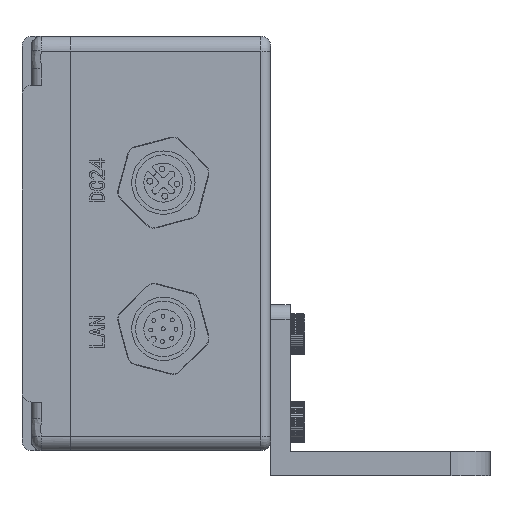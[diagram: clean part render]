
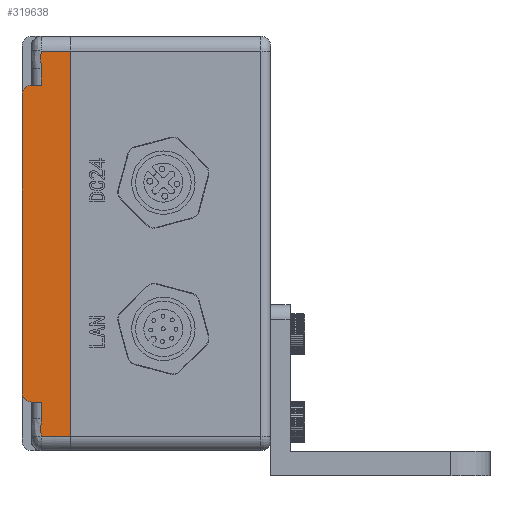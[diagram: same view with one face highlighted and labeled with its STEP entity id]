
A CAD part, left-side view. The second image highlights one B-rep face of the part: STEP entity #319638.
In plain terms, the highlighted planar face has unit normal (-1, 0, 0).
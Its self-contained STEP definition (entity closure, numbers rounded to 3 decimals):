
#3526 = DIRECTION ( 'NONE',  ( 0., -1., 0. ) ) ;
#3700 = VERTEX_POINT ( 'NONE', #7993 ) ;
#4714 = ORIENTED_EDGE ( 'NONE', *, *, #70947, .F. ) ;
#4989 = DIRECTION ( 'NONE',  ( 0., 1., 0. ) ) ;
#7993 = CARTESIAN_POINT ( 'NONE',  ( -26.102, 176.299, 126.735 ) ) ;
#10572 = DIRECTION ( 'NONE',  ( 1., 0., 0. ) ) ;
#11667 = CARTESIAN_POINT ( 'NONE',  ( -26.102, 176.299, 63.735 ) ) ;
#11734 = ORIENTED_EDGE ( 'NONE', *, *, #178587, .T. ) ;
#11877 = CARTESIAN_POINT ( 'NONE',  ( -26.102, 174.299, 128.735 ) ) ;
#12233 = VERTEX_POINT ( 'NONE', #200267 ) ;
#14352 = LINE ( 'NONE', #97472, #307422 ) ;
#15770 = CIRCLE ( 'NONE', #129538, 2. ) ;
#16716 = CARTESIAN_POINT ( 'NONE',  ( -26.102, 172.299, 132.696 ) ) ;
#17026 = ORIENTED_EDGE ( 'NONE', *, *, #278325, .F. ) ;
#18927 = CARTESIAN_POINT ( 'NONE',  ( -26.102, 172.336, 135.735 ) ) ;
#26930 = DIRECTION ( 'NONE',  ( 0., 1., 0. ) ) ;
#29899 = CARTESIAN_POINT ( 'NONE',  ( -26.102, 172.336, 56.735 ) ) ;
#33988 = VECTOR ( 'NONE', #198177, 1000. ) ;
#34520 = CARTESIAN_POINT ( 'NONE',  ( -26.102, 172.299, 56.735 ) ) ;
#41979 = CARTESIAN_POINT ( 'NONE',  ( -26.102, 172.367, 57.04 ) ) ;
#42680 = VERTEX_POINT ( 'NONE', #131811 ) ;
#43139 = LINE ( 'NONE', #288955, #75698 ) ;
#46460 = CARTESIAN_POINT ( 'NONE',  ( -26.102, 172.41, 57.345 ) ) ;
#48338 = EDGE_CURVE ( 'NONE', #12233, #203413, #265565, .T. ) ;
#49624 = DIRECTION ( 'NONE',  ( 0., -1., 0. ) ) ;
#53783 = VECTOR ( 'NONE', #219861, 1000. ) ;
#57716 = VERTEX_POINT ( 'NONE', #304059 ) ;
#66310 = VERTEX_POINT ( 'NONE', #222202 ) ;
#70330 = CARTESIAN_POINT ( 'NONE',  ( -26.102, 172.299, 59.78 ) ) ;
#70947 = EDGE_CURVE ( 'NONE', #189050, #12233, #43139, .T. ) ;
#74638 = CARTESIAN_POINT ( 'NONE',  ( -26.102, 172.299, 132.081 ) ) ;
#75698 = VECTOR ( 'NONE', #3526, 1000. ) ;
#79125 = VERTEX_POINT ( 'NONE', #230417 ) ;
#82314 = ORIENTED_EDGE ( 'NONE', *, *, #234084, .F. ) ;
#82390 = DIRECTION ( 'NONE',  ( -1., 0., 0. ) ) ;
#84814 = LINE ( 'NONE', #11667, #251500 ) ;
#85084 = ORIENTED_EDGE ( 'NONE', *, *, #238450, .T. ) ;
#85727 = DIRECTION ( 'NONE',  ( 0., 0., 1. ) ) ;
#86875 = DIRECTION ( 'NONE',  ( 0., -1., 0. ) ) ;
#95154 = VECTOR ( 'NONE', #139637, 1000. ) ;
#95588 = ORIENTED_EDGE ( 'NONE', *, *, #48338, .F. ) ;
#97472 = CARTESIAN_POINT ( 'NONE',  ( -26.102, 172.299, 56.735 ) ) ;
#100929 = EDGE_CURVE ( 'NONE', #189050, #293203, #114149, .T. ) ;
#104432 = AXIS2_PLACEMENT_3D ( 'NONE', #34520, #10572, #86875 ) ;
#111528 = LINE ( 'NONE', #252589, #33988 ) ;
#111691 = VECTOR ( 'NONE', #49624, 1000. ) ;
#114149 = B_SPLINE_CURVE_WITH_KNOTS ( 'NONE', 3,
 ( #18927, #279391, #171659, #227166, #123821, #248786, #16716, #331702 ),
 .UNSPECIFIED., .F., .F.,
 ( 4, 2, 2, 4 ),
 ( 0., 0.001, 0.002, 0.004 ),
 .UNSPECIFIED. ) ;
#117993 = CARTESIAN_POINT ( 'NONE',  ( -26.102, 174.299, 63.735 ) ) ;
#120589 = CARTESIAN_POINT ( 'NONE',  ( -26.102, 172.423, 59.173 ) ) ;
#123821 = CARTESIAN_POINT ( 'NONE',  ( -26.102, 172.473, 134.219 ) ) ;
#126524 = CARTESIAN_POINT ( 'NONE',  ( -26.102, 172.336, 135.735 ) ) ;
#129538 = AXIS2_PLACEMENT_3D ( 'NONE', #133999, #207896, #26930 ) ;
#130689 = EDGE_LOOP ( 'NONE', ( #17026, #259625, #211767, #11734, #294968, #85084, #95588, #4714, #238128, #284388, #82314, #157162 ) ) ;
#130959 = FACE_OUTER_BOUND ( 'NONE', #130689, .T. ) ;
#131811 = CARTESIAN_POINT ( 'NONE',  ( -26.102, 172.299, 63.735 ) ) ;
#132543 = B_SPLINE_CURVE_WITH_KNOTS ( 'NONE', 3,
 ( #327331, #70330, #120589, #146750, #305655, #46460, #41979, #252214 ),
 .UNSPECIFIED., .F., .F.,
 ( 4, 2, 2, 4 ),
 ( 0., 0.002, 0.003, 0.004 ),
 .UNSPECIFIED. ) ;
#133999 = CARTESIAN_POINT ( 'NONE',  ( -26.102, 174.299, 65.735 ) ) ;
#139637 = DIRECTION ( 'NONE',  ( 0., 0., -1. ) ) ;
#143714 = CIRCLE ( 'NONE', #165320, 2. ) ;
#144912 = EDGE_CURVE ( 'NONE', #293203, #57716, #14352, .T. ) ;
#145457 = DIRECTION ( 'NONE',  ( 0., 0., -1. ) ) ;
#146750 = CARTESIAN_POINT ( 'NONE',  ( -26.102, 172.473, 58.259 ) ) ;
#154268 = CARTESIAN_POINT ( 'NONE',  ( -26.102, 166.299, 56.735 ) ) ;
#157162 = ORIENTED_EDGE ( 'NONE', *, *, #300610, .T. ) ;
#165320 = AXIS2_PLACEMENT_3D ( 'NONE', #291476, #82390, #4989 ) ;
#166588 = PLANE ( 'NONE',  #104432 ) ;
#171659 = CARTESIAN_POINT ( 'NONE',  ( -26.102, 172.409, 135.13 ) ) ;
#176897 = LINE ( 'NONE', #241795, #95154 ) ;
#178587 = EDGE_CURVE ( 'NONE', #42680, #79125, #176897, .T. ) ;
#181076 = VERTEX_POINT ( 'NONE', #11877 ) ;
#189050 = VERTEX_POINT ( 'NONE', #126524 ) ;
#198177 = DIRECTION ( 'NONE',  ( 0., -1., 0. ) ) ;
#200234 = EDGE_CURVE ( 'NONE', #66310, #333355, #15770, .T. ) ;
#200267 = CARTESIAN_POINT ( 'NONE',  ( -26.102, 166.299, 135.735 ) ) ;
#203413 = VERTEX_POINT ( 'NONE', #154268 ) ;
#207896 = DIRECTION ( 'NONE',  ( -1., 0., 0. ) ) ;
#211767 = ORIENTED_EDGE ( 'NONE', *, *, #227991, .T. ) ;
#219861 = DIRECTION ( 'NONE',  ( 0., 0., -1. ) ) ;
#222202 = CARTESIAN_POINT ( 'NONE',  ( -26.102, 176.299, 65.735 ) ) ;
#227166 = CARTESIAN_POINT ( 'NONE',  ( -26.102, 172.464, 134.524 ) ) ;
#227991 = EDGE_CURVE ( 'NONE', #333355, #42680, #294491, .T. ) ;
#230417 = CARTESIAN_POINT ( 'NONE',  ( -26.102, 172.299, 60.389 ) ) ;
#234084 = EDGE_CURVE ( 'NONE', #181076, #57716, #111528, .T. ) ;
#238128 = ORIENTED_EDGE ( 'NONE', *, *, #100929, .T. ) ;
#238450 = EDGE_CURVE ( 'NONE', #314915, #203413, #247110, .T. ) ;
#241795 = CARTESIAN_POINT ( 'NONE',  ( -26.102, 172.299, 56.735 ) ) ;
#247110 = LINE ( 'NONE', #302427, #287781 ) ;
#248786 = CARTESIAN_POINT ( 'NONE',  ( -26.102, 172.423, 133.301 ) ) ;
#251500 = VECTOR ( 'NONE', #85727, 1000. ) ;
#252214 = CARTESIAN_POINT ( 'NONE',  ( -26.102, 172.336, 56.735 ) ) ;
#252589 = CARTESIAN_POINT ( 'NONE',  ( -26.102, 176.299, 128.735 ) ) ;
#259625 = ORIENTED_EDGE ( 'NONE', *, *, #200234, .T. ) ;
#259835 = CARTESIAN_POINT ( 'NONE',  ( -26.102, 176.299, 63.735 ) ) ;
#264165 = CARTESIAN_POINT ( 'NONE',  ( -26.102, 166.299, 123.262 ) ) ;
#265565 = LINE ( 'NONE', #264165, #53783 ) ;
#278325 = EDGE_CURVE ( 'NONE', #66310, #3700, #84814, .T. ) ;
#279391 = CARTESIAN_POINT ( 'NONE',  ( -26.102, 172.366, 135.432 ) ) ;
#284388 = ORIENTED_EDGE ( 'NONE', *, *, #144912, .T. ) ;
#287781 = VECTOR ( 'NONE', #304669, 1000. ) ;
#288955 = CARTESIAN_POINT ( 'NONE',  ( -26.102, 172.299, 135.735 ) ) ;
#291476 = CARTESIAN_POINT ( 'NONE',  ( -26.102, 174.299, 126.735 ) ) ;
#293203 = VERTEX_POINT ( 'NONE', #74638 ) ;
#294491 = LINE ( 'NONE', #259835, #111691 ) ;
#294968 = ORIENTED_EDGE ( 'NONE', *, *, #330028, .T. ) ;
#300610 = EDGE_CURVE ( 'NONE', #181076, #3700, #143714, .T. ) ;
#302427 = CARTESIAN_POINT ( 'NONE',  ( -26.102, 172.299, 56.735 ) ) ;
#304059 = CARTESIAN_POINT ( 'NONE',  ( -26.102, 172.299, 128.735 ) ) ;
#304669 = DIRECTION ( 'NONE',  ( 0., -1., 0. ) ) ;
#305655 = CARTESIAN_POINT ( 'NONE',  ( -26.102, 172.465, 57.955 ) ) ;
#307422 = VECTOR ( 'NONE', #145457, 1000. ) ;
#314915 = VERTEX_POINT ( 'NONE', #29899 ) ;
#319638 = ADVANCED_FACE ( 'NONE', ( #130959 ), #166588, .F. ) ;
#327331 = CARTESIAN_POINT ( 'NONE',  ( -26.102, 172.299, 60.389 ) ) ;
#330028 = EDGE_CURVE ( 'NONE', #79125, #314915, #132543, .T. ) ;
#331702 = CARTESIAN_POINT ( 'NONE',  ( -26.102, 172.299, 132.081 ) ) ;
#333355 = VERTEX_POINT ( 'NONE', #117993 ) ;
